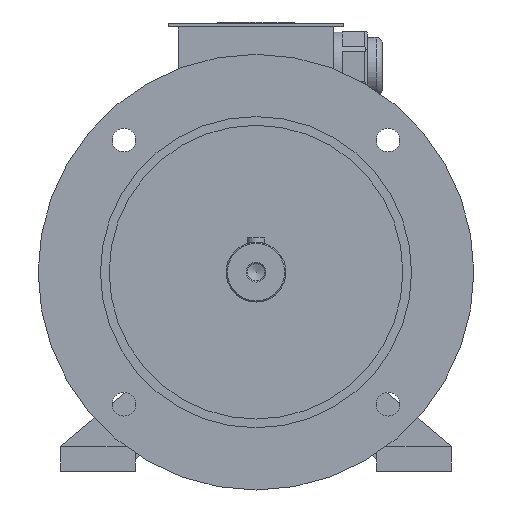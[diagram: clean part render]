
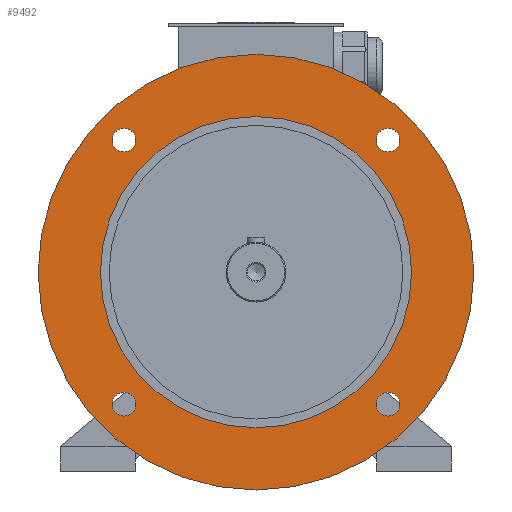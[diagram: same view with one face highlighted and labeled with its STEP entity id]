
A CAD part, front view. The second image highlights one B-rep face of the part: STEP entity #9492.
In plain terms, the highlighted planar face has unit normal (0, -1, 0).
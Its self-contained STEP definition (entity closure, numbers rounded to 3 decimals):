
#226=CIRCLE('',#9558,9.5);
#228=CIRCLE('',#9561,9.5);
#230=CIRCLE('',#9564,9.5);
#456=CIRCLE('',#10129,175.);
#458=CIRCLE('',#10132,9.5);
#459=CIRCLE('',#10133,125.);
#2281=ORIENTED_EDGE('',*,*,#2518,.F.);
#2282=ORIENTED_EDGE('',*,*,#2520,.F.);
#2283=ORIENTED_EDGE('',*,*,#2522,.F.);
#2284=ORIENTED_EDGE('',*,*,#3404,.F.);
#2285=ORIENTED_EDGE('',*,*,#3405,.T.);
#2286=ORIENTED_EDGE('',*,*,#3402,.F.);
#2518=EDGE_CURVE('',#3520,#3520,#226,.T.);
#2520=EDGE_CURVE('',#3522,#3522,#228,.T.);
#2522=EDGE_CURVE('',#3524,#3524,#230,.T.);
#3402=EDGE_CURVE('',#4110,#4110,#456,.T.);
#3404=EDGE_CURVE('',#4112,#4112,#458,.T.);
#3405=EDGE_CURVE('',#4113,#4113,#459,.T.);
#3520=VERTEX_POINT('',#12240);
#3522=VERTEX_POINT('',#12245);
#3524=VERTEX_POINT('',#12250);
#4110=VERTEX_POINT('',#14223);
#4112=VERTEX_POINT('',#14228);
#4113=VERTEX_POINT('',#14230);
#5815=EDGE_LOOP('',(#2281));
#5816=EDGE_LOOP('',(#2282));
#5817=EDGE_LOOP('',(#2283));
#5818=EDGE_LOOP('',(#2284));
#5819=EDGE_LOOP('',(#2285));
#5820=EDGE_LOOP('',(#2286));
#6242=FACE_BOUND('',#5815,.T.);
#6243=FACE_BOUND('',#5816,.T.);
#6244=FACE_BOUND('',#5817,.T.);
#6245=FACE_BOUND('',#5818,.T.);
#6246=FACE_BOUND('',#5819,.T.);
#6247=FACE_BOUND('',#5820,.T.);
#6548=PLANE('',#10131);
#9492=ADVANCED_FACE('',(#6242,#6243,#6244,#6245,#6246,#6247),#6548,.F.);
#9558=AXIS2_PLACEMENT_3D('',#12239,#10253,#10254);
#9561=AXIS2_PLACEMENT_3D('',#12244,#10259,#10260);
#9564=AXIS2_PLACEMENT_3D('',#12249,#10265,#10266);
#10129=AXIS2_PLACEMENT_3D('',#14222,#11961,#11962);
#10131=AXIS2_PLACEMENT_3D('',#14226,#11965,#11966);
#10132=AXIS2_PLACEMENT_3D('',#14227,#11967,#11968);
#10133=AXIS2_PLACEMENT_3D('',#14229,#11969,#11970);
#10253=DIRECTION('',(0.,-1.,0.));
#10254=DIRECTION('',(0.,0.,1.));
#10259=DIRECTION('',(0.,-1.,0.));
#10260=DIRECTION('',(-1.,0.,0.));
#10265=DIRECTION('',(0.,-1.,0.));
#10266=DIRECTION('',(0.,0.,-1.));
#11961=DIRECTION('',(0.,1.,0.));
#11962=DIRECTION('',(1.,0.,0.));
#11965=DIRECTION('',(0.,1.,0.));
#11966=DIRECTION('',(0.,0.,1.));
#11967=DIRECTION('',(0.,-1.,0.));
#11968=DIRECTION('',(1.,0.,0.));
#11969=DIRECTION('',(0.,1.,0.));
#11970=DIRECTION('',(1.,0.,0.));
#12239=CARTESIAN_POINT('',(-106.066,-43.,-106.066));
#12240=CARTESIAN_POINT('',(-106.066,-43.,-96.566));
#12244=CARTESIAN_POINT('',(106.066,-43.,-106.066));
#12245=CARTESIAN_POINT('',(96.566,-43.,-106.066));
#12249=CARTESIAN_POINT('',(106.066,-43.,106.066));
#12250=CARTESIAN_POINT('',(106.066,-43.,96.566));
#14222=CARTESIAN_POINT('',(0.,-43.,0.));
#14223=CARTESIAN_POINT('',(175.,-43.,0.));
#14226=CARTESIAN_POINT('',(0.,-43.,0.));
#14227=CARTESIAN_POINT('',(-106.066,-43.,106.066));
#14228=CARTESIAN_POINT('',(-96.566,-43.,106.066));
#14229=CARTESIAN_POINT('',(0.,-43.,0.));
#14230=CARTESIAN_POINT('',(125.,-43.,0.));
